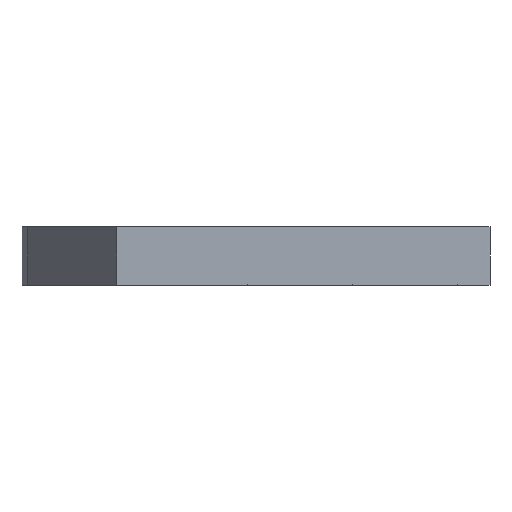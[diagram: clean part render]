
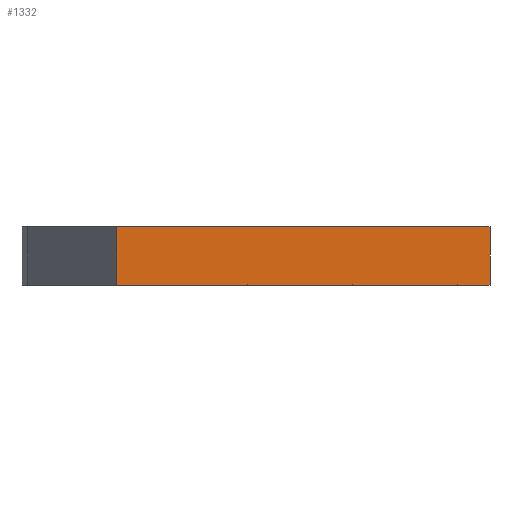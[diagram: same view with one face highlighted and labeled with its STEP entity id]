
A CAD part, left-side view. The second image highlights one B-rep face of the part: STEP entity #1332.
In plain terms, the highlighted planar face has unit normal (-1, 0, 0).
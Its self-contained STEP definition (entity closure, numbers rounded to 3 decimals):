
#20 = FACE_OUTER_BOUND ( 'NONE', #890, .T. ) ;
#155 = VERTEX_POINT ( 'NONE', #1408 ) ;
#162 = CARTESIAN_POINT ( 'NONE',  ( -224.169, 46.305, 12.7 ) ) ;
#213 = VECTOR ( 'NONE', #299, 1000. ) ;
#299 = DIRECTION ( 'NONE',  ( 0., 1., 0. ) ) ;
#313 = VECTOR ( 'NONE', #909, 1000. ) ;
#371 = CARTESIAN_POINT ( 'NONE',  ( -224.169, 127.723, 12.7 ) ) ;
#397 = CARTESIAN_POINT ( 'NONE',  ( -224.169, 46.305, 12.7 ) ) ;
#403 = LINE ( 'NONE', #1390, #638 ) ;
#410 = LINE ( 'NONE', #162, #613 ) ;
#492 = ORIENTED_EDGE ( 'NONE', *, *, #1088, .T. ) ;
#502 = PLANE ( 'NONE',  #946 ) ;
#534 = LINE ( 'NONE', #1508, #213 ) ;
#589 = ORIENTED_EDGE ( 'NONE', *, *, #1393, .F. ) ;
#613 = VECTOR ( 'NONE', #1266, 1000. ) ;
#638 = VECTOR ( 'NONE', #1139, 1000. ) ;
#833 = ORIENTED_EDGE ( 'NONE', *, *, #1391, .T. ) ;
#881 = ORIENTED_EDGE ( 'NONE', *, *, #1423, .F. ) ;
#890 = EDGE_LOOP ( 'NONE', ( #881, #589, #833, #492 ) ) ;
#909 = DIRECTION ( 'NONE',  ( 0., 0., -1. ) ) ;
#946 = AXIS2_PLACEMENT_3D ( 'NONE', #397, #1125, #1449 ) ;
#989 = VERTEX_POINT ( 'NONE', #371 ) ;
#1087 = VERTEX_POINT ( 'NONE', #1530 ) ;
#1088 = EDGE_CURVE ( 'NONE', #989, #1143, #1497, .T. ) ;
#1125 = DIRECTION ( 'NONE',  ( -1., 0., 0. ) ) ;
#1139 = DIRECTION ( 'NONE',  ( 0., 0., -1. ) ) ;
#1143 = VERTEX_POINT ( 'NONE', #1314 ) ;
#1257 = CARTESIAN_POINT ( 'NONE',  ( -224.169, 127.723, 12.7 ) ) ;
#1266 = DIRECTION ( 'NONE',  ( 0., 1., 0. ) ) ;
#1314 = CARTESIAN_POINT ( 'NONE',  ( -224.169, 127.723, 0. ) ) ;
#1332 = ADVANCED_FACE ( 'NONE', ( #20 ), #502, .T. ) ;
#1390 = CARTESIAN_POINT ( 'NONE',  ( -224.169, 46.305, 12.7 ) ) ;
#1391 = EDGE_CURVE ( 'NONE', #1087, #989, #410, .T. ) ;
#1393 = EDGE_CURVE ( 'NONE', #1087, #155, #403, .T. ) ;
#1408 = CARTESIAN_POINT ( 'NONE',  ( -224.169, 46.305, 0. ) ) ;
#1423 = EDGE_CURVE ( 'NONE', #155, #1143, #534, .T. ) ;
#1449 = DIRECTION ( 'NONE',  ( 0., 0., 1. ) ) ;
#1497 = LINE ( 'NONE', #1257, #313 ) ;
#1508 = CARTESIAN_POINT ( 'NONE',  ( -224.169, 46.305, 0. ) ) ;
#1530 = CARTESIAN_POINT ( 'NONE',  ( -224.169, 46.305, 12.7 ) ) ;
